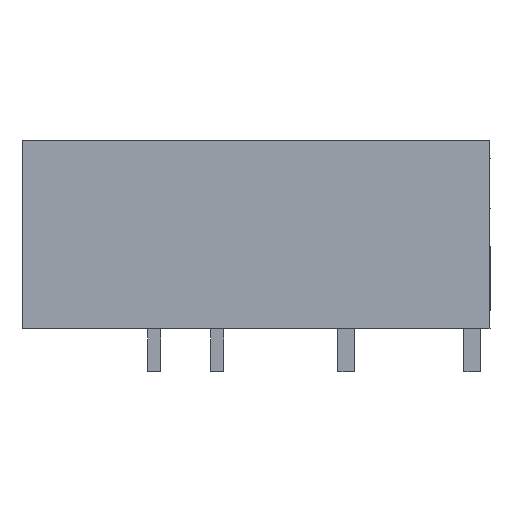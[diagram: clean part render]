
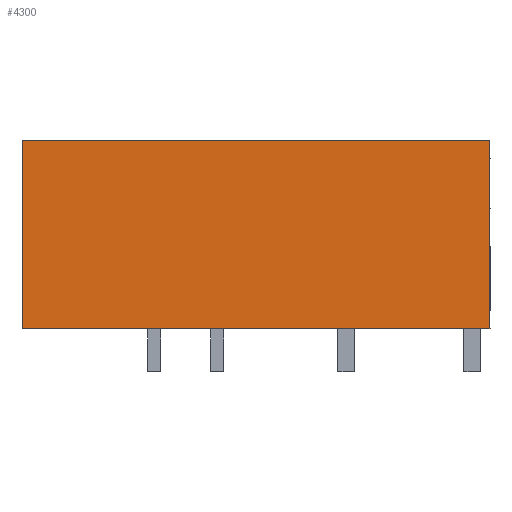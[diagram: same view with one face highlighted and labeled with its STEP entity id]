
A CAD part, left-side view. The second image highlights one B-rep face of the part: STEP entity #4300.
In plain terms, the highlighted planar face has unit normal (-1, 0, 0).
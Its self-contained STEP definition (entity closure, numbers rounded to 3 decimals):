
#4287=AXIS2_PLACEMENT_3D('Plane Axis2P3D',#4284,#4285,#4286) ;
#1452=CARTESIAN_POINT('Vertex',(0.,0.,14.)) ;
#1455=CARTESIAN_POINT('Line Origine',(0.,0.,8.3)) ;
#1459=CARTESIAN_POINT('Vertex',(0.,0.,2.6)) ;
#1488=CARTESIAN_POINT('Line Origine',(0.,14.15,2.6)) ;
#1492=CARTESIAN_POINT('Vertex',(0.,28.3,2.6)) ;
#3572=CARTESIAN_POINT('Line Origine',(0.,28.3,8.3)) ;
#3576=CARTESIAN_POINT('Vertex',(0.,28.3,14.)) ;
#4284=CARTESIAN_POINT('Axis2P3D Location',(0.,0.,17.5)) ;
#4289=CARTESIAN_POINT('Line Origine',(0.,14.15,14.)) ;
#1456=DIRECTION('Vector Direction',(0.,0.,-1.)) ;
#1489=DIRECTION('Vector Direction',(0.,-1.,0.)) ;
#3573=DIRECTION('Vector Direction',(0.,0.,1.)) ;
#4285=DIRECTION('Axis2P3D Direction',(-1.,0.,0.)) ;
#4286=DIRECTION('Axis2P3D XDirection',(0.,1.,0.)) ;
#4290=DIRECTION('Vector Direction',(0.,-1.,0.)) ;
#1457=VECTOR('Line Direction',#1456,1.) ;
#1490=VECTOR('Line Direction',#1489,1.) ;
#3574=VECTOR('Line Direction',#3573,1.) ;
#4291=VECTOR('Line Direction',#4290,1.) ;
#4295=ORIENTED_EDGE('',*,*,#4293,.F.) ;
#4296=ORIENTED_EDGE('',*,*,#3578,.F.) ;
#4297=ORIENTED_EDGE('',*,*,#1494,.T.) ;
#4298=ORIENTED_EDGE('',*,*,#1461,.T.) ;
#4300=ADVANCED_FACE('model',(#4299),#4288,.T.) ;
#1461=EDGE_CURVE('',#1460,#1453,#1458,.F.) ;
#1494=EDGE_CURVE('',#1493,#1460,#1491,.T.) ;
#3578=EDGE_CURVE('',#1493,#3577,#3575,.T.) ;
#4293=EDGE_CURVE('',#3577,#1453,#4292,.T.) ;
#4294=EDGE_LOOP('',(#4295,#4296,#4297,#4298)) ;
#4299=FACE_OUTER_BOUND('',#4294,.T.) ;
#1458=LINE('Line',#1455,#1457) ;
#1491=LINE('Line',#1488,#1490) ;
#3575=LINE('Line',#3572,#3574) ;
#4292=LINE('Line',#4289,#4291) ;
#4288=PLANE('',#4287) ;
#1453=VERTEX_POINT('',#1452) ;
#1460=VERTEX_POINT('',#1459) ;
#1493=VERTEX_POINT('',#1492) ;
#3577=VERTEX_POINT('',#3576) ;
